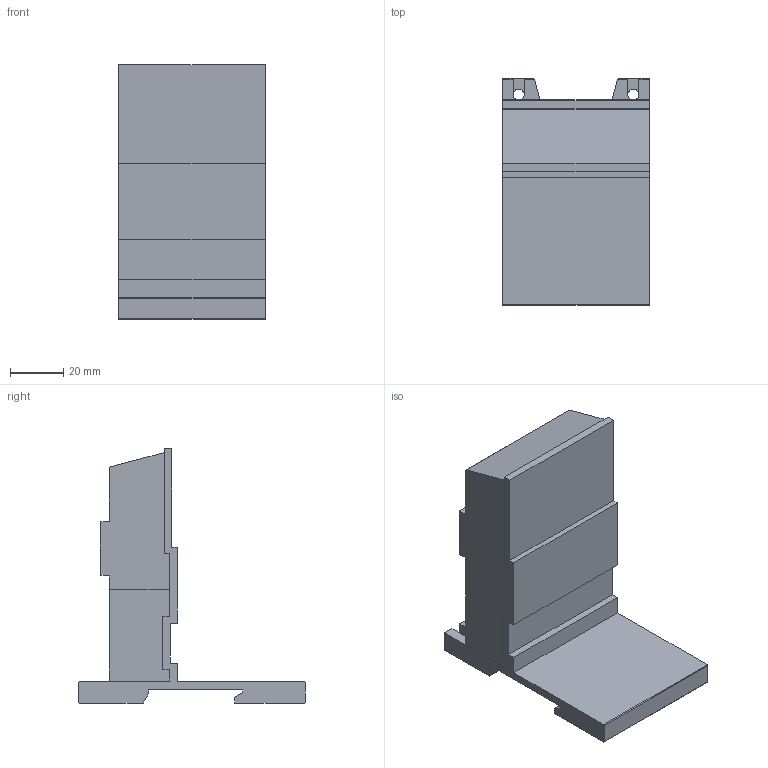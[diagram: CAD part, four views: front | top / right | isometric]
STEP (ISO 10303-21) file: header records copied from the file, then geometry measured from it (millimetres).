
FILE_DESCRIPTION((''),'2;1');
FILE_NAME('3d_11G270.stp','2012-10-03T09:34:32',(''),(''),'Mechanical Desktop 2011','Mechanical Desktop 2011',', , ');
FILE_SCHEMA(('CONFIG_CONTROL_DESIGN'));
Length unit declared in the file: millimetre
Products named in the file (1): Product
Bounding box: 55 x 85 x 95.4 mm (x, y, z)
Volume: 141029.3 mm3; surface area: 41107.8 mm2
Topology: 3 solids, 3 shells, 85 faces, 380 edges, 437 vertices
Faces by surface type: plane 81, cylinder 4
Entity records: 3640 total; most frequent: CARTESIAN_POINT 765, DIRECTION 566, ORIENTED_EDGE 478, VECTOR 366, LINE 366, EDGE_CURVE 239, VERTEX_POINT 158, TRIMMED_CURVE 138
